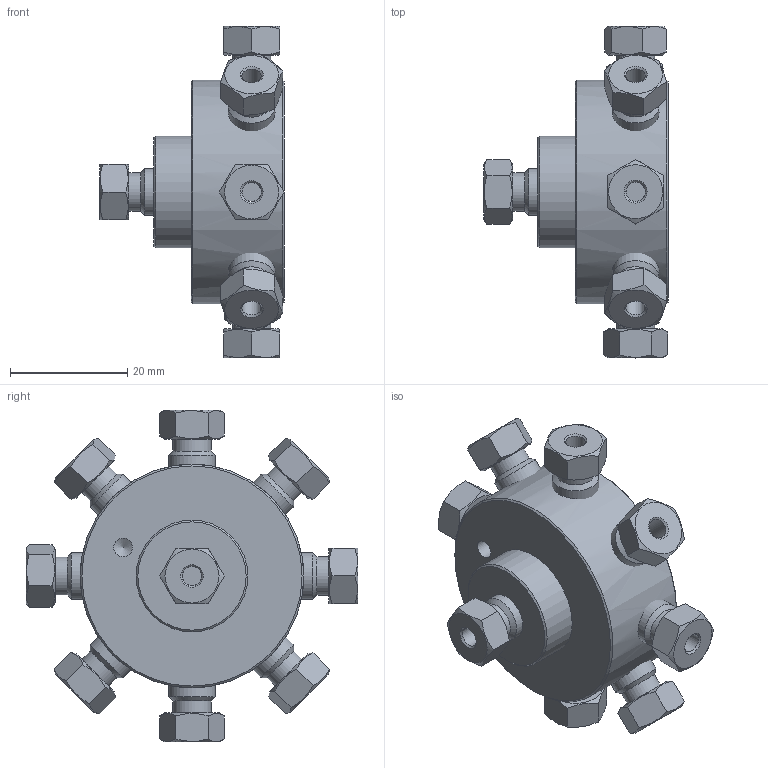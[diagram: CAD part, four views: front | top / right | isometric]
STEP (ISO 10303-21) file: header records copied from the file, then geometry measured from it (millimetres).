
FILE_DESCRIPTION((''),'2;1');
FILE_NAME('305223-Z8M2 Manifold 1-8.stp','2013-08-22T08:51:08',('Franzp'),(''),'Autodesk Inventor 2013','Autodesk Inventor 2013','');
FILE_SCHEMA(('AUTOMOTIVE_DESIGN { 1 0 10303 214 1 1 1 1 }'));
Length unit declared in the file: millimetre
Products named in the file (1): 305223_Shrinkwrap_1
Bounding box: 31.45 x 56.55 x 56.55 mm (x, y, z)
Surface area: 9761.7 mm2 (no closed solid volume)
Topology: 0 solids, 25 shells, 149 faces, 364 edges, 239 vertices
Faces by surface type: plane 79, cone 40, cylinder 30
Full cylindrical faces by diameter (mm): 3.175 x1, 3.3 x9, 6.477 x9, 7.938 x9, 19.05 x1, 38.1 x1
Entity records: 4336 total; most frequent: CARTESIAN_POINT 1158, DIRECTION 564, ORIENTED_EDGE 506, EDGE_CURVE 283, AXIS2_PLACEMENT_3D 255, EDGE_LOOP 246, VERTEX_POINT 229, FACE_OUTER_BOUND 149
